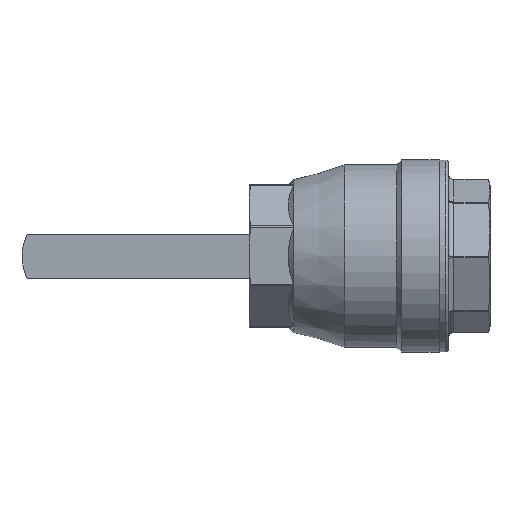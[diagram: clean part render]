
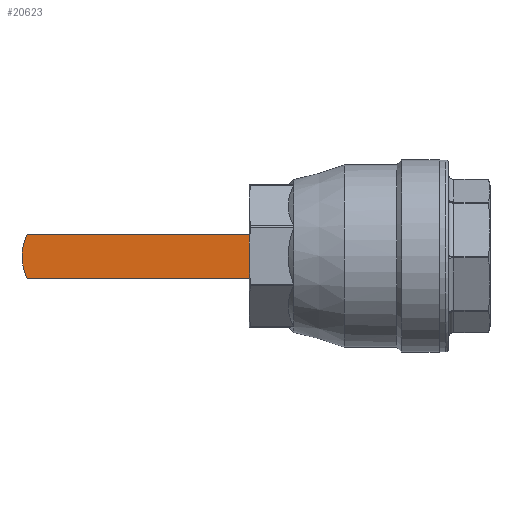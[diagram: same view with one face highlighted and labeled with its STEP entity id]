
A CAD part, top view. The second image highlights one B-rep face of the part: STEP entity #20623.
In plain terms, the highlighted face is planar.
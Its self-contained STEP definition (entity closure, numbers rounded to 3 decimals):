
#20179=CARTESIAN_POINT('',(-16.0,-22.3,44.7));
#20180=VERTEX_POINT('',#20179);
#20187=CARTESIAN_POINT('',(16.0,-22.3,44.7));
#20188=VERTEX_POINT('',#20187);
#20189=CARTESIAN_POINT('',(16.0,-22.3,44.7));
#20190=DIRECTION('',(-1.0,0.0,0.0));
#20191=VECTOR('',#20190,32.0);
#20192=LINE('',#20189,#20191);
#20193=EDGE_CURVE('',#20188,#20180,#20192,.T.);
#20592=CARTESIAN_POINT('',(16.0,-22.3,-121.51));
#20593=DIRECTION('',(0.0,-1.0,0.0));
#20594=DIRECTION('',(0.0,0.0,-1.0));
#20595=AXIS2_PLACEMENT_3D('',#20592,#20593,#20594);
#20596=PLANE('',#20595);
#20597=CARTESIAN_POINT('',(-16.0,-22.3,246.249));
#20598=VERTEX_POINT('',#20597);
#20599=CARTESIAN_POINT('',(-16.0,-22.3,44.7));
#20600=DIRECTION('',(0.0,0.0,1.0));
#20601=VECTOR('',#20600,201.549);
#20602=LINE('',#20599,#20601);
#20603=EDGE_CURVE('',#20180,#20598,#20602,.T.);
#20604=ORIENTED_EDGE('',*,*,#20603,.T.);
#20605=CARTESIAN_POINT('',(16.0,-22.3,246.249));
#20606=VERTEX_POINT('',#20605);
#20607=CARTESIAN_POINT('',(0.0,-22.3,214.));
#20608=DIRECTION('',(0.0,1.0,0.0));
#20609=DIRECTION('',(0.0,0.0,-1.0));
#20610=AXIS2_PLACEMENT_3D('',#20607,#20608,#20609);
#20611=CIRCLE('',#20610,36.);
#20612=EDGE_CURVE('',#20598,#20606,#20611,.T.);
#20613=ORIENTED_EDGE('',*,*,#20612,.T.);
#20614=CARTESIAN_POINT('',(16.0,-22.3,44.7));
#20615=DIRECTION('',(0.0,0.0,1.0));
#20616=VECTOR('',#20615,201.549);
#20617=LINE('',#20614,#20616);
#20618=EDGE_CURVE('',#20188,#20606,#20617,.T.);
#20619=ORIENTED_EDGE('',*,*,#20618,.F.);
#20620=ORIENTED_EDGE('',*,*,#20193,.T.);
#20621=EDGE_LOOP('',(#20604,#20613,#20619,#20620));
#20622=FACE_OUTER_BOUND('',#20621,.T.);
#20623=ADVANCED_FACE('',(#20622),#20596,.F.);
